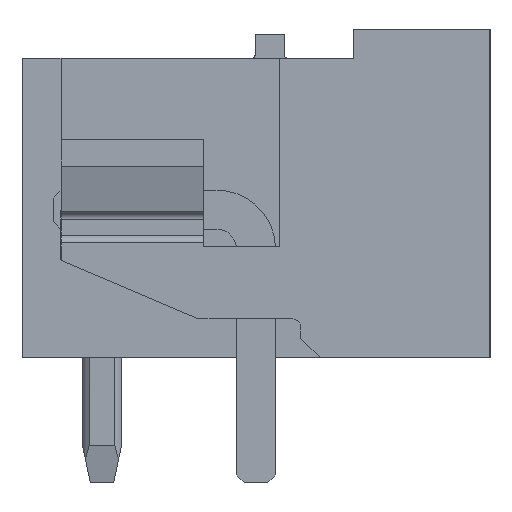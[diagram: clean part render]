
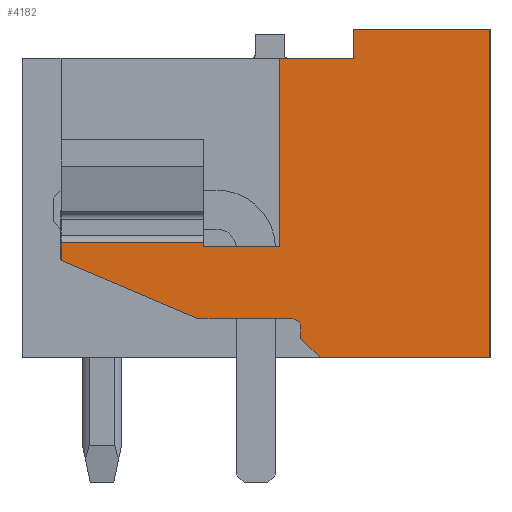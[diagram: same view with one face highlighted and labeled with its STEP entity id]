
A CAD part, left-side view. The second image highlights one B-rep face of the part: STEP entity #4182.
In plain terms, the highlighted planar face has unit normal (-1, 0, 0).
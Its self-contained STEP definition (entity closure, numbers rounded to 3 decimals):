
#3926=AXIS2_PLACEMENT_3D('Circle Axis2P3D',#3924,#3925,$) ;
#4153=AXIS2_PLACEMENT_3D('Plane Axis2P3D',#4150,#4151,#4152) ;
#269=CARTESIAN_POINT('Vertex',(0.,3.5,11.63)) ;
#272=CARTESIAN_POINT('Line Origine',(0.,1.75,11.63)) ;
#276=CARTESIAN_POINT('Vertex',(0.,0.,11.63)) ;
#711=CARTESIAN_POINT('Vertex',(0.,5.4,10.88)) ;
#714=CARTESIAN_POINT('Line Origine',(0.,4.45,10.88)) ;
#718=CARTESIAN_POINT('Vertex',(0.,3.5,10.88)) ;
#938=CARTESIAN_POINT('Vertex',(0.,0.,3.2)) ;
#941=CARTESIAN_POINT('Line Origine',(0.,2.177,3.2)) ;
#945=CARTESIAN_POINT('Vertex',(0.,4.354,3.2)) ;
#1795=CARTESIAN_POINT('Line Origine',(0.,0.,7.415)) ;
#3474=CARTESIAN_POINT('Vertex',(0.,7.35,6.15)) ;
#3477=CARTESIAN_POINT('Line Origine',(0.,7.35,6.1)) ;
#3481=CARTESIAN_POINT('Vertex',(0.,7.35,6.05)) ;
#3588=CARTESIAN_POINT('Line Origine',(0.,9.175,6.15)) ;
#3592=CARTESIAN_POINT('Vertex',(0.,11.,6.15)) ;
#3814=CARTESIAN_POINT('Vertex',(0.,7.464,4.2)) ;
#3819=CARTESIAN_POINT('Line Origine',(0.,9.232,4.95)) ;
#3823=CARTESIAN_POINT('Vertex',(0.,11.,5.7)) ;
#3854=CARTESIAN_POINT('Vertex',(0.,5.054,4.2)) ;
#3859=CARTESIAN_POINT('Line Origine',(0.,6.259,4.2)) ;
#3919=CARTESIAN_POINT('Vertex',(0.,4.854,4.)) ;
#3924=CARTESIAN_POINT('Axis2P3D Location',(0.,5.054,4.)) ;
#3950=CARTESIAN_POINT('Vertex',(0.,4.854,3.7)) ;
#3955=CARTESIAN_POINT('Line Origine',(0.,4.854,3.85)) ;
#3977=CARTESIAN_POINT('Line Origine',(0.,4.604,3.45)) ;
#4003=CARTESIAN_POINT('Vertex',(0.,5.4,6.05)) ;
#4008=CARTESIAN_POINT('Line Origine',(0.,5.4,8.465)) ;
#4058=CARTESIAN_POINT('Line Origine',(0.,6.375,6.05)) ;
#4150=CARTESIAN_POINT('Axis2P3D Location',(0.,0.,0.)) ;
#4155=CARTESIAN_POINT('Line Origine',(0.,11.,5.925)) ;
#4160=CARTESIAN_POINT('Line Origine',(0.,3.5,11.255)) ;
#273=DIRECTION('Vector Direction',(0.,-1.,0.)) ;
#715=DIRECTION('Vector Direction',(0.,1.,0.)) ;
#942=DIRECTION('Vector Direction',(0.,1.,0.)) ;
#1796=DIRECTION('Vector Direction',(0.,0.,-1.)) ;
#3478=DIRECTION('Vector Direction',(0.,0.,1.)) ;
#3589=DIRECTION('Vector Direction',(0.,1.,0.)) ;
#3820=DIRECTION('Vector Direction',(0.,-0.921,-0.391)) ;
#3860=DIRECTION('Vector Direction',(0.,-1.,0.)) ;
#3925=DIRECTION('Axis2P3D Direction',(-1.,0.,0.)) ;
#3956=DIRECTION('Vector Direction',(0.,0.,-1.)) ;
#3978=DIRECTION('Vector Direction',(0.,-0.707,-0.707)) ;
#4009=DIRECTION('Vector Direction',(0.,0.,1.)) ;
#4059=DIRECTION('Vector Direction',(0.,1.,0.)) ;
#4151=DIRECTION('Axis2P3D Direction',(-1.,0.,0.)) ;
#4152=DIRECTION('Axis2P3D XDirection',(0.,-1.,0.)) ;
#4156=DIRECTION('Vector Direction',(0.,0.,-1.)) ;
#4161=DIRECTION('Vector Direction',(0.,0.,1.)) ;
#274=VECTOR('Line Direction',#273,1.) ;
#716=VECTOR('Line Direction',#715,1.) ;
#943=VECTOR('Line Direction',#942,1.) ;
#1797=VECTOR('Line Direction',#1796,1.) ;
#3479=VECTOR('Line Direction',#3478,1.) ;
#3590=VECTOR('Line Direction',#3589,1.) ;
#3821=VECTOR('Line Direction',#3820,1.) ;
#3861=VECTOR('Line Direction',#3860,1.) ;
#3957=VECTOR('Line Direction',#3956,1.) ;
#3979=VECTOR('Line Direction',#3978,1.) ;
#4010=VECTOR('Line Direction',#4009,1.) ;
#4060=VECTOR('Line Direction',#4059,1.) ;
#4157=VECTOR('Line Direction',#4156,1.) ;
#4162=VECTOR('Line Direction',#4161,1.) ;
#4166=ORIENTED_EDGE('',*,*,#3483,.T.) ;
#4167=ORIENTED_EDGE('',*,*,#3594,.T.) ;
#4168=ORIENTED_EDGE('',*,*,#4159,.F.) ;
#4169=ORIENTED_EDGE('',*,*,#3825,.F.) ;
#4170=ORIENTED_EDGE('',*,*,#3863,.F.) ;
#4171=ORIENTED_EDGE('',*,*,#3928,.F.) ;
#4172=ORIENTED_EDGE('',*,*,#3959,.F.) ;
#4173=ORIENTED_EDGE('',*,*,#3981,.F.) ;
#4174=ORIENTED_EDGE('',*,*,#947,.T.) ;
#4175=ORIENTED_EDGE('',*,*,#1799,.T.) ;
#4176=ORIENTED_EDGE('',*,*,#278,.T.) ;
#4177=ORIENTED_EDGE('',*,*,#4164,.T.) ;
#4178=ORIENTED_EDGE('',*,*,#720,.T.) ;
#4179=ORIENTED_EDGE('',*,*,#4012,.F.) ;
#4180=ORIENTED_EDGE('',*,*,#4062,.F.) ;
#4182=ADVANCED_FACE('Housing',(#4181),#4154,.T.) ;
#3927=CIRCLE('generated circle',#3926,0.2) ;
#278=EDGE_CURVE('',#277,#270,#275,.F.) ;
#720=EDGE_CURVE('',#719,#712,#717,.T.) ;
#947=EDGE_CURVE('',#946,#939,#944,.F.) ;
#1799=EDGE_CURVE('',#939,#277,#1798,.F.) ;
#3483=EDGE_CURVE('',#3482,#3475,#3480,.T.) ;
#3594=EDGE_CURVE('',#3475,#3593,#3591,.T.) ;
#3825=EDGE_CURVE('',#3815,#3824,#3822,.F.) ;
#3863=EDGE_CURVE('',#3855,#3815,#3862,.F.) ;
#3928=EDGE_CURVE('',#3920,#3855,#3927,.T.) ;
#3959=EDGE_CURVE('',#3951,#3920,#3958,.F.) ;
#3981=EDGE_CURVE('',#946,#3951,#3980,.F.) ;
#4012=EDGE_CURVE('',#4004,#712,#4011,.T.) ;
#4062=EDGE_CURVE('',#3482,#4004,#4061,.F.) ;
#4159=EDGE_CURVE('',#3824,#3593,#4158,.F.) ;
#4164=EDGE_CURVE('',#270,#719,#4163,.F.) ;
#4165=EDGE_LOOP('',(#4166,#4167,#4168,#4169,#4170,#4171,#4172,#4173,#4174,#4175,#4176,#4177,#4178,#4179,#4180)) ;
#4181=FACE_OUTER_BOUND('',#4165,.T.) ;
#275=LINE('Line',#272,#274) ;
#717=LINE('Line',#714,#716) ;
#944=LINE('Line',#941,#943) ;
#1798=LINE('Line',#1795,#1797) ;
#3480=LINE('Line',#3477,#3479) ;
#3591=LINE('Line',#3588,#3590) ;
#3822=LINE('Line',#3819,#3821) ;
#3862=LINE('Line',#3859,#3861) ;
#3958=LINE('Line',#3955,#3957) ;
#3980=LINE('Line',#3977,#3979) ;
#4011=LINE('Line',#4008,#4010) ;
#4061=LINE('Line',#4058,#4060) ;
#4158=LINE('Line',#4155,#4157) ;
#4163=LINE('Line',#4160,#4162) ;
#4154=PLANE('',#4153) ;
#270=VERTEX_POINT('',#269) ;
#277=VERTEX_POINT('',#276) ;
#712=VERTEX_POINT('',#711) ;
#719=VERTEX_POINT('',#718) ;
#939=VERTEX_POINT('',#938) ;
#946=VERTEX_POINT('',#945) ;
#3475=VERTEX_POINT('',#3474) ;
#3482=VERTEX_POINT('',#3481) ;
#3593=VERTEX_POINT('',#3592) ;
#3815=VERTEX_POINT('',#3814) ;
#3824=VERTEX_POINT('',#3823) ;
#3855=VERTEX_POINT('',#3854) ;
#3920=VERTEX_POINT('',#3919) ;
#3951=VERTEX_POINT('',#3950) ;
#4004=VERTEX_POINT('',#4003) ;
